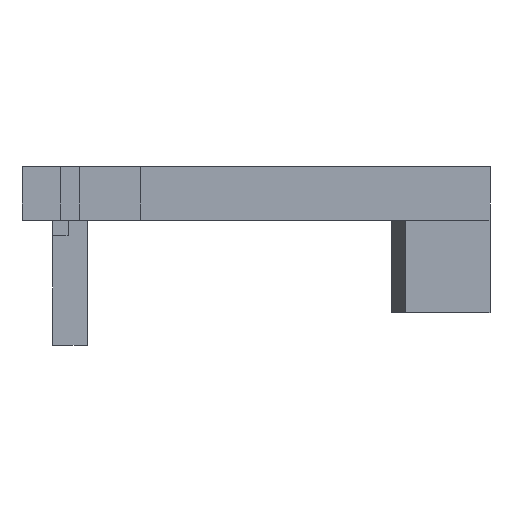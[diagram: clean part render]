
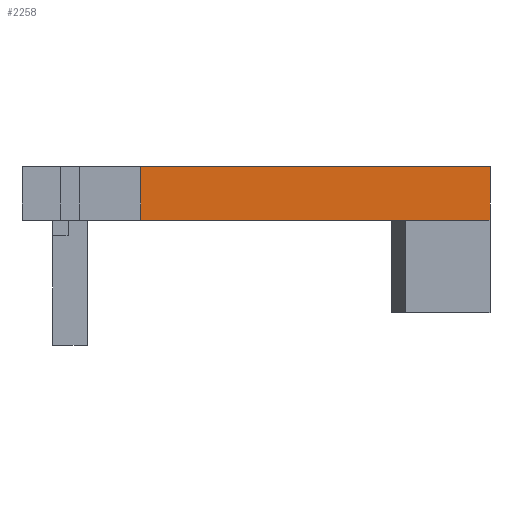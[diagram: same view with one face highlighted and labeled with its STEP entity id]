
A CAD part, front view. The second image highlights one B-rep face of the part: STEP entity #2258.
In plain terms, the highlighted planar face has unit normal (0, -1, 0).
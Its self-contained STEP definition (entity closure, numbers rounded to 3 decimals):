
#75 = EDGE_CURVE ( 'NONE', #3806, #3790, #4193, .T. ) ;
#84 = ORIENTED_EDGE ( 'NONE', *, *, #1360, .T. ) ;
#258 = EDGE_CURVE ( 'NONE', #1583, #1767, #403, .T. ) ;
#403 = LINE ( 'NONE', #1956, #2707 ) ;
#529 = EDGE_LOOP ( 'NONE', ( #2729, #84, #3815, #3963 ) ) ;
#720 = CARTESIAN_POINT ( 'NONE',  ( 54., 0., 7. ) ) ;
#929 = VECTOR ( 'NONE', #1659, 1000. ) ;
#1014 = EDGE_CURVE ( 'NONE', #3806, #1583, #3922, .T. ) ;
#1052 = DIRECTION ( 'NONE',  ( -1., 0., 0. ) ) ;
#1287 = CARTESIAN_POINT ( 'NONE',  ( 45.5, 0., 0. ) ) ;
#1360 = EDGE_CURVE ( 'NONE', #3790, #1767, #1813, .T. ) ;
#1447 = PLANE ( 'NONE',  #1904 ) ;
#1460 = CARTESIAN_POINT ( 'NONE',  ( 0., 0., 7. ) ) ;
#1578 = DIRECTION ( 'NONE',  ( 0., 0., 1. ) ) ;
#1583 = VERTEX_POINT ( 'NONE', #4016 ) ;
#1600 = VECTOR ( 'NONE', #2619, 1000. ) ;
#1659 = DIRECTION ( 'NONE',  ( -1., 0., 0. ) ) ;
#1767 = VERTEX_POINT ( 'NONE', #1460 ) ;
#1813 = LINE ( 'NONE', #720, #2628 ) ;
#1904 = AXIS2_PLACEMENT_3D ( 'NONE', #2971, #2637, #4534 ) ;
#1956 = CARTESIAN_POINT ( 'NONE',  ( 0., 0., 0. ) ) ;
#2258 = ADVANCED_FACE ( 'NONE', ( #4891 ), #1447, .F. ) ;
#2274 = CARTESIAN_POINT ( 'NONE',  ( 45.5, 0., -273.734 ) ) ;
#2619 = DIRECTION ( 'NONE',  ( 0., 0., 1. ) ) ;
#2628 = VECTOR ( 'NONE', #1052, 1000. ) ;
#2637 = DIRECTION ( 'NONE',  ( 0., 1., 0. ) ) ;
#2707 = VECTOR ( 'NONE', #1578, 1000. ) ;
#2729 = ORIENTED_EDGE ( 'NONE', *, *, #75, .T. ) ;
#2777 = CARTESIAN_POINT ( 'NONE',  ( 54., 0., 0. ) ) ;
#2835 = CARTESIAN_POINT ( 'NONE',  ( 45.5, 0., 7. ) ) ;
#2971 = CARTESIAN_POINT ( 'NONE',  ( 54., 0., 0. ) ) ;
#3790 = VERTEX_POINT ( 'NONE', #2835 ) ;
#3806 = VERTEX_POINT ( 'NONE', #1287 ) ;
#3815 = ORIENTED_EDGE ( 'NONE', *, *, #258, .F. ) ;
#3922 = LINE ( 'NONE', #2777, #929 ) ;
#3963 = ORIENTED_EDGE ( 'NONE', *, *, #1014, .F. ) ;
#4016 = CARTESIAN_POINT ( 'NONE',  ( 0., 0., 0. ) ) ;
#4193 = LINE ( 'NONE', #2274, #1600 ) ;
#4534 = DIRECTION ( 'NONE',  ( 1., 0., 0. ) ) ;
#4891 = FACE_OUTER_BOUND ( 'NONE', #529, .T. ) ;
